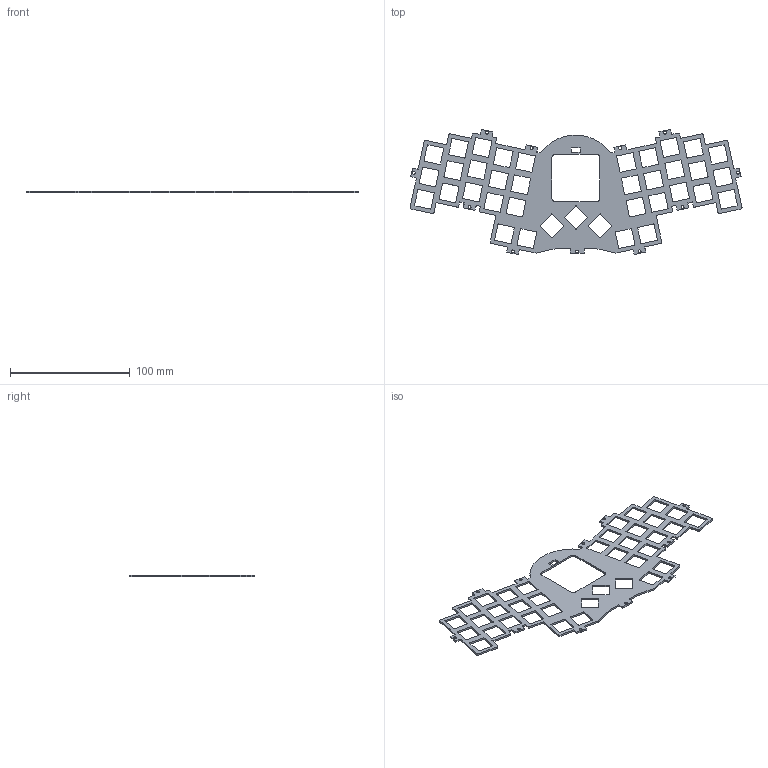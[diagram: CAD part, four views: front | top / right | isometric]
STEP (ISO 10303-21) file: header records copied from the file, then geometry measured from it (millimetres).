
FILE_DESCRIPTION(/* description */ (''),/* implementation_level */ '2;1');
FILE_NAME(/* name */ 'SentinelSwitchPlate.step',/* time_stamp */ '2023-12-08T15:10:22-08:00',/* author */ (''),/* organization */ (''),/* preprocessor_version */ 'ST-DEVELOPER v20',/* originating_system */ 'Autodesk Translation Framework v12.14.0.127',/* authorisation */ '');
FILE_SCHEMA (('AUTOMOTIVE_DESIGN { 1 0 10303 214 3 1 1 }'));
Length unit declared in the file: millimetre
Products named in the file (2): HiveMind2; bully-hhkb
Assembly tree (1 placements, depth 2):
  HiveMind2
    bully-hhkb
Bounding box: 277.12 x 104.46 x 1.5 mm (x, y, z)
Volume: 16513.2 mm3; surface area: 26796.5 mm2
Topology: 1 solids, 1 shells, 603 faces, 1803 edges, 1202 vertices
Faces by surface type: plane 423, cylinder 180
Full cylindrical faces by diameter (mm): 2.5 x11
Entity records: 20536 total; most frequent: CARTESIAN_POINT 3611, ORIENTED_EDGE 3606, DIRECTION 3375, EDGE_CURVE 1803, LINE 1443, VECTOR 1443, VERTEX_POINT 1202, AXIS2_PLACEMENT_3D 966
